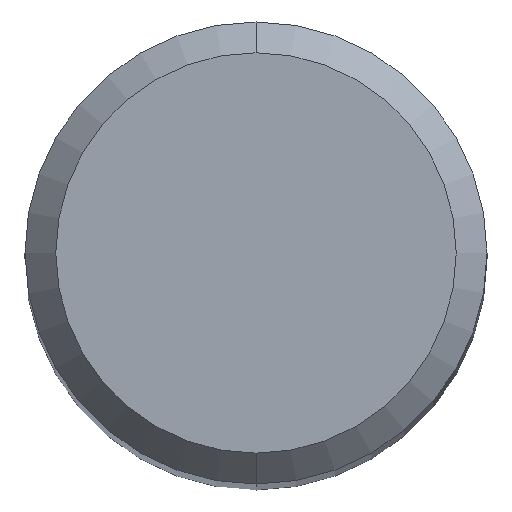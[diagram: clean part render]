
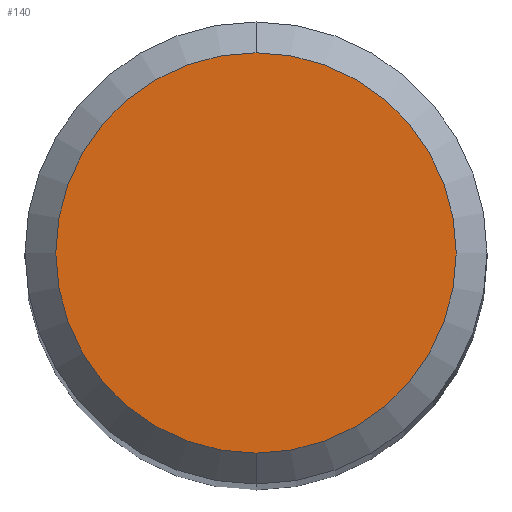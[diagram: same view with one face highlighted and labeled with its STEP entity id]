
A CAD part, top view. The second image highlights one B-rep face of the part: STEP entity #140.
In plain terms, the highlighted planar face has unit normal (0, 0, 1).
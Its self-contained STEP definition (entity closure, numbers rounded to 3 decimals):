
#104=VERTEX_POINT('',#242);
#140=ADVANCED_FACE('',(#282),#283,.T.);
#150=EDGE_CURVE('',#104,#162,#293,.T.);
#160=EDGE_CURVE('',#162,#104,#305,.T.);
#162=VERTEX_POINT('',#307);
#242=CARTESIAN_POINT('',(0.,-2.6,0.01));
#282=FACE_OUTER_BOUND('',#437,.T.);
#283=PLANE('',#438);
#293=CIRCLE('',#453,2.6);
#305=CIRCLE('',#466,2.6);
#307=CARTESIAN_POINT('',(0.0,2.6,0.01));
#437=EDGE_LOOP('',(#606,#607));
#438=AXIS2_PLACEMENT_3D('',#608,#609,#610);
#453=AXIS2_PLACEMENT_3D('',#618,#619,#620);
#466=AXIS2_PLACEMENT_3D('',#639,#640,#641);
#606=ORIENTED_EDGE('',*,*,#160,.F.);
#607=ORIENTED_EDGE('',*,*,#150,.F.);
#608=CARTESIAN_POINT('',(0.0,1.3,0.01));
#609=DIRECTION('',(-0.0,0.0,1.0));
#610=DIRECTION('',(0.0,-1.0,0.0));
#618=CARTESIAN_POINT('',(0.0,0.0,0.01));
#619=DIRECTION('',(0.0,0.0,-1.0));
#620=DIRECTION('',(0.0,1.0,0.0));
#639=CARTESIAN_POINT('',(0.0,0.0,0.01));
#640=DIRECTION('',(0.0,0.0,-1.0));
#641=DIRECTION('',(0.0,1.0,0.0));
